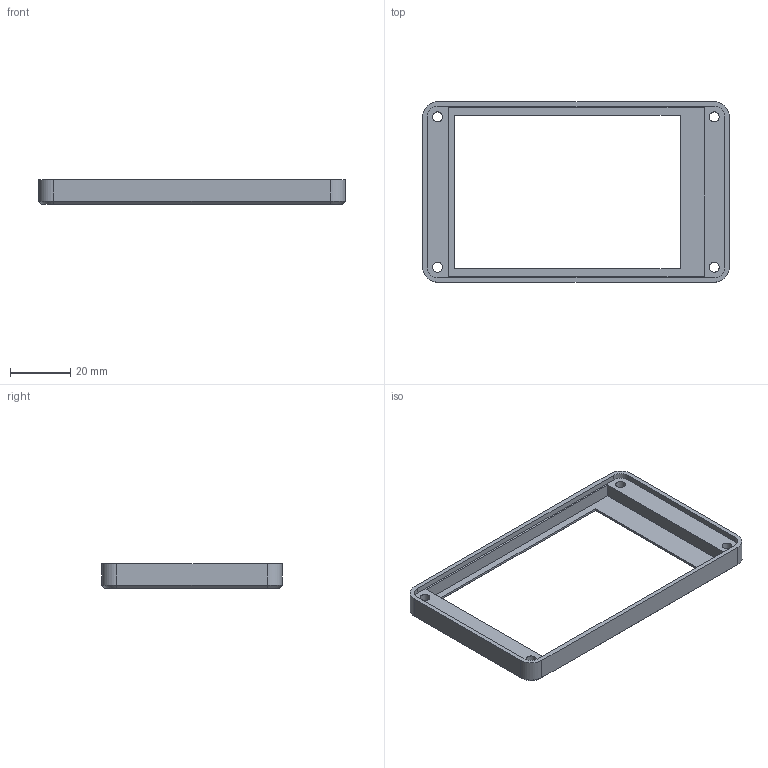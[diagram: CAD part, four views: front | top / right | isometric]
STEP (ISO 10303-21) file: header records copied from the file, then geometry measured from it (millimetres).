
FILE_DESCRIPTION(/* description */ (''),/* implementation_level */ '2;1');
FILE_NAME(/* name */ 'BTT_SPI35 Cover.step',/* time_stamp */ '2023-02-15T23:50:00-08:00',/* author */ (''),/* organization */ (''),/* preprocessor_version */ 'ST-DEVELOPER v19.2',/* originating_system */ 'Autodesk Translation Framework v11.17.0.187',/* authorisation */ '');
FILE_SCHEMA (('AUTOMOTIVE_DESIGN { 1 0 10303 214 3 1 1 }'));
Length unit declared in the file: millimetre
Products named in the file (1): Master 150mm
Bounding box: 102 x 60 x 8 mm (x, y, z)
Volume: 9818.4 mm3; surface area: 9376.4 mm2
Topology: 1 solids, 1 shells, 92 faces, 218 edges, 140 vertices
Faces by surface type: plane 68, cylinder 16, cone 8
Full cylindrical faces by diameter (mm): 3.3 x4, 5.6 x4
Entity records: 2656 total; most frequent: CARTESIAN_POINT 451, DIRECTION 444, ORIENTED_EDGE 436, EDGE_CURVE 218, LINE 178, VECTOR 178, VERTEX_POINT 140, AXIS2_PLACEMENT_3D 133
